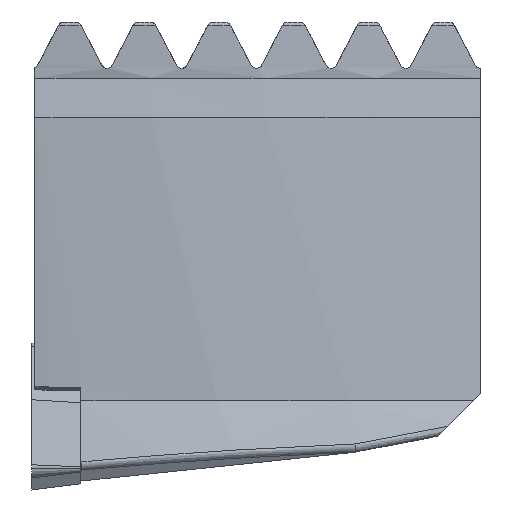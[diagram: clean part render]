
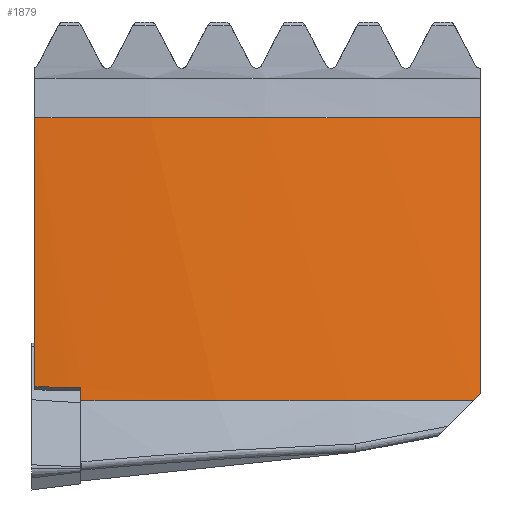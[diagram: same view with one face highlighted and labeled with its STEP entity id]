
A CAD part, left-side view. The second image highlights one B-rep face of the part: STEP entity #1879.
In plain terms, the highlighted cylindrical face has radius 75.56 mm (diameter 151.12 mm), a partial arc.
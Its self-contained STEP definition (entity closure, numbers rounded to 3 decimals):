
#1527=EDGE_CURVE('NONE',#3749,#3557,#4312,.T.);
#1625=VERTEX_POINT('NONE',#4419);
#1823=EDGE_CURVE('NONE',#3423,#3749,#4642,.F.);
#1879=ADVANCED_FACE('NONE',(#4703),#4704,.T.);
#2093=VERTEX_POINT('NONE',#4939);
#2449=EDGE_CURVE('NONE',#3851,#3423,#5327,.F.);
#2553=VERTEX_POINT('NONE',#5439);
#3423=VERTEX_POINT('NONE',#6394);
#3513=EDGE_CURVE('NONE',#2093,#1625,#6492,.F.);
#3557=VERTEX_POINT('NONE',#6539);
#3721=EDGE_CURVE('NONE',#3851,#2553,#6716,.F.);
#3749=VERTEX_POINT('NONE',#6745);
#3819=EDGE_CURVE('NONE',#1625,#3557,#6820,.F.);
#3851=VERTEX_POINT('NONE',#6856);
#3933=EDGE_CURVE('NONE',#2093,#2553,#6948,.F.);
#4312=CIRCLE('',#7423,75.56);
#4419=CARTESIAN_POINT('',(11.567,-36.07,7.753));
#4642=LINE('',#8310,#8311);
#4703=FACE_OUTER_BOUND('',#8399,.T.);
#4704=CYLINDRICAL_SURFACE('',#8400,75.56);
#4939=CARTESIAN_POINT('',(11.263,-35.503,7.185));
#5327=ELLIPSE('',#9398,98.637,75.56);
#5439=CARTESIAN_POINT('',(2.541,-3.97,7.185));
#6394=CARTESIAN_POINT('',(2.44,-0.27,8.286));
#6492=ELLIPSE('',#11466,106.858,75.56);
#6539=CARTESIAN_POINT('',(11.567,-36.07,29.89));
#6716=LINE('',#11900,#11901);
#6745=CARTESIAN_POINT('',(2.44,-0.27,29.89));
#6820=LINE('',#12057,#12058);
#6856=CARTESIAN_POINT('',(2.541,-3.97,8.202));
#6948=CIRCLE('',#12243,75.56);
#7423=AXIS2_PLACEMENT_3D('',#12791,#12792,#12793);
#8310=CARTESIAN_POINT('',(2.44,-0.27,7.185));
#8311=VECTOR('',#13204,1.0);
#8399=EDGE_LOOP('',(#13272,#13273,#13274,#13275,#13276,#13277,#13278));
#8400=AXIS2_PLACEMENT_3D('',#13279,#13280,#13281);
#9398=AXIS2_PLACEMENT_3D('',#13968,#13969,#13970);
#11466=AXIS2_PLACEMENT_3D('',#15342,#15343,#15344);
#11900=CARTESIAN_POINT('',(2.541,-3.97,7.185));
#11901=VECTOR('',#15557,1.0);
#12057=CARTESIAN_POINT('',(11.567,-36.07,7.185));
#12058=VECTOR('',#15662,1.0);
#12243=AXIS2_PLACEMENT_3D('',#15861,#15862,#15863);
#12791=CARTESIAN_POINT('',(78.0,-0.07,29.89));
#12792=DIRECTION('',(0.,0.,1.0));
#12793=DIRECTION('',(0.,1.0,0.));
#13204=DIRECTION('',(0.,0.,-1.0));
#13272=ORIENTED_EDGE('',*,*,#3721,.T.);
#13273=ORIENTED_EDGE('',*,*,#3933,.F.);
#13274=ORIENTED_EDGE('',*,*,#3513,.T.);
#13275=ORIENTED_EDGE('',*,*,#3819,.T.);
#13276=ORIENTED_EDGE('',*,*,#1527,.F.);
#13277=ORIENTED_EDGE('',*,*,#1823,.F.);
#13278=ORIENTED_EDGE('',*,*,#2449,.F.);
#13279=CARTESIAN_POINT('',(78.0,-0.07,7.185));
#13280=DIRECTION('',(0.,0.,-1.0));
#13281=DIRECTION('',(0.,1.0,0.));
#13968=CARTESIAN_POINT('',(78.0,-0.07,-55.116));
#13969=DIRECTION('',(0.643,0.,0.766));
#13970=DIRECTION('',(-0.766,0.,0.643));
#15342=CARTESIAN_POINT('',(78.0,-0.07,-28.247));
#15343=DIRECTION('',(0.,-0.707,-0.707));
#15344=DIRECTION('',(0.,0.707,-0.707));
#15557=DIRECTION('',(0.,0.,1.0));
#15662=DIRECTION('',(0.,0.,-1.0));
#15861=CARTESIAN_POINT('',(78.0,-0.07,7.185));
#15862=DIRECTION('',(0.,0.,1.0));
#15863=DIRECTION('',(0.,1.0,0.));
